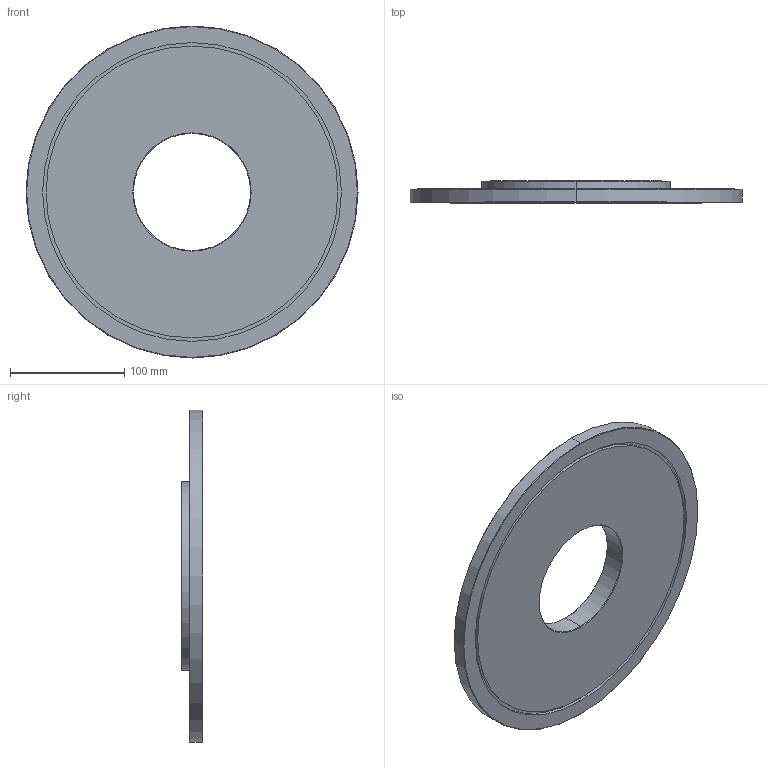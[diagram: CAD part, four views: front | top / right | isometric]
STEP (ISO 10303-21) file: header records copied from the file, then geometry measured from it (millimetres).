
FILE_DESCRIPTION (( 'STEP AP214' ), '1' );
FILE_NAME ('Hositrad_ISOA250-100D.STEP', '2020-05-07T14:50:23', ( '' ), ( '' ), 'SwSTEP 2.0', 'SolidWorks 2020', '' );
FILE_SCHEMA (( 'AUTOMOTIVE_DESIGN' ));
Length unit declared in the file: millimetre
Products named in the file (1): Hositrad_ISOA250-100D
Bounding box: 290 x 19 x 290 mm (x, y, z)
Volume: 688748 mm3; surface area: 145518.7 mm2
Topology: 1 solids, 1 shells, 64 faces, 144 edges, 78 vertices
Faces by surface type: cone 30, cylinder 28, plane 6
Entity records: 1880 total; most frequent: DIRECTION 328, CARTESIAN_POINT 271, ORIENTED_EDGE 256, AXIS2_PLACEMENT_3D 135, EDGE_CURVE 128, EDGE_LOOP 78, VERTEX_POINT 78, CIRCLE 70
